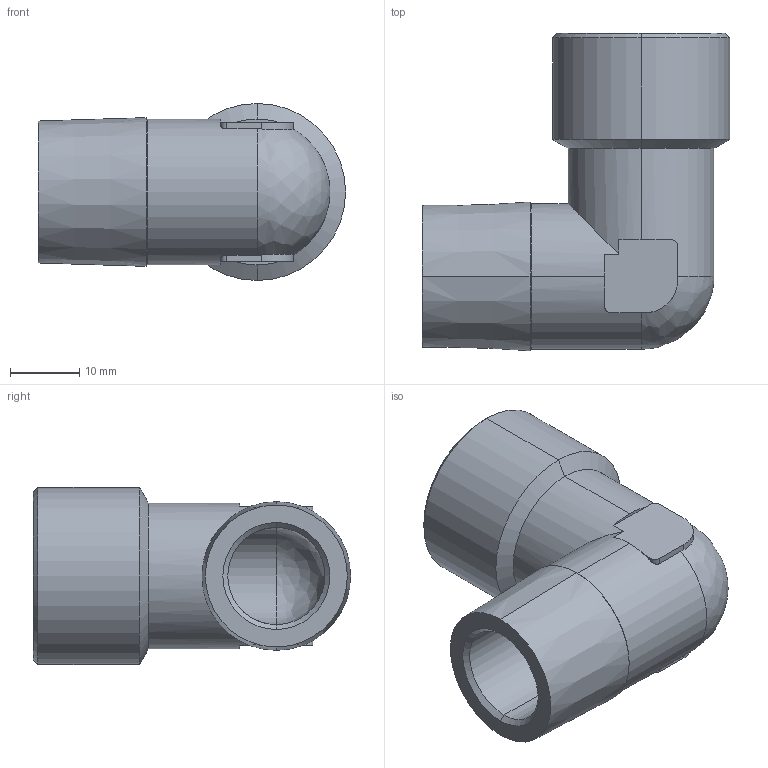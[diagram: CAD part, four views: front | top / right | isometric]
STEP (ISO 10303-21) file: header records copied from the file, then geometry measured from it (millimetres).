
FILE_DESCRIPTION(('STEP AP214'),'1');
FILE_NAME('0913_00_21.stp','2016-07-07T14:19:27',('TraceParts'),('TraceParts S.A.'),'Spatial InterOp 3D',' ',' ');
FILE_SCHEMA(('automotive_design'));
Length unit declared in the file: millimetre
Products named in the file (1): Imported1
Bounding box: 44.25 x 45.71 x 25.5 mm (x, y, z)
Volume: 13193.1 mm3; surface area: 8153.8 mm2
Topology: 1 solids, 1 shells, 50 faces, 126 edges, 76 vertices
Faces by surface type: cylinder 18, plane 16, cone 14, bspline 2
Entity records: 1995 total; most frequent: CARTESIAN_POINT 363, DIRECTION 268, ORIENTED_EDGE 248, EDGE_CURVE 124, AXIS2_PLACEMENT_3D 105, VERTEX_POINT 76, LINE 58, VECTOR 58
